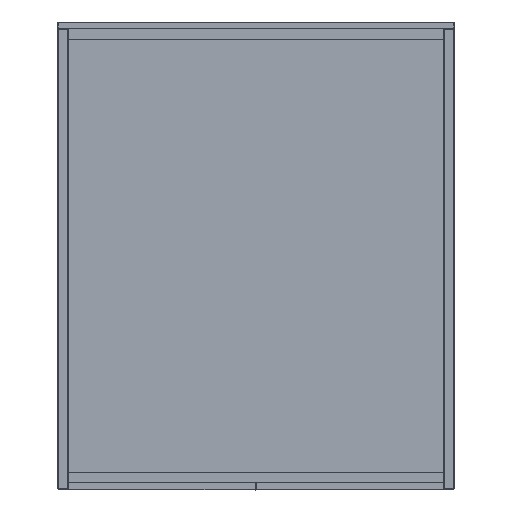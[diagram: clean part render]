
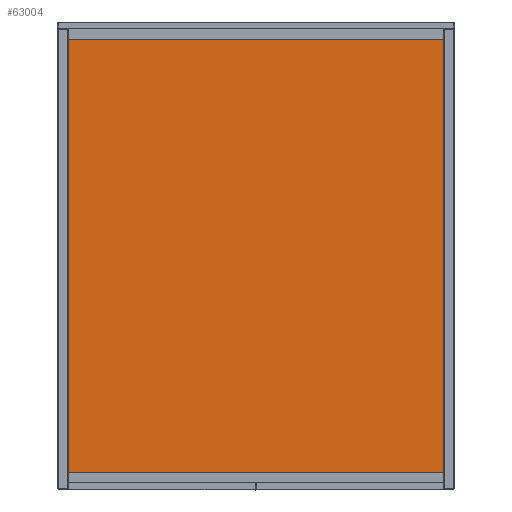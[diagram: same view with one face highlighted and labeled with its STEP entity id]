
A CAD part, top view. The second image highlights one B-rep face of the part: STEP entity #63004.
In plain terms, the highlighted planar face has unit normal (0, 0, 1).
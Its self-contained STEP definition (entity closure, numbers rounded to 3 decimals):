
#2196 = CARTESIAN_POINT ( 'NONE',  ( -301.002, -324., 64.5 ) ) ;
#2486 = CARTESIAN_POINT ( 'NONE',  ( -285., -324., 64.5 ) ) ;
#15568 = CARTESIAN_POINT ( 'NONE',  ( -301.002, 334., 64.5 ) ) ;
#17817 = ORIENTED_EDGE ( 'NONE', *, *, #77115, .F. ) ;
#18074 = ORIENTED_EDGE ( 'NONE', *, *, #103173, .F. ) ;
#20772 = CARTESIAN_POINT ( 'NONE',  ( 285., 334., 64.5 ) ) ;
#21066 = ORIENTED_EDGE ( 'NONE', *, *, #24816, .T. ) ;
#23086 = VERTEX_POINT ( 'NONE', #32318 ) ;
#23643 = DIRECTION ( 'NONE',  ( 1., 0., 0. ) ) ;
#24177 = ORIENTED_EDGE ( 'NONE', *, *, #47096, .T. ) ;
#24791 = CARTESIAN_POINT ( 'NONE',  ( -301.002, 334., 64.5 ) ) ;
#24816 = EDGE_CURVE ( 'NONE', #113482, #23086, #47805, .T. ) ;
#28790 = VECTOR ( 'NONE', #100215, 1000. ) ;
#32318 = CARTESIAN_POINT ( 'NONE',  ( 285., 334., 64.5 ) ) ;
#39568 = DIRECTION ( 'NONE',  ( 1., 0., 0. ) ) ;
#40904 = LINE ( 'NONE', #15568, #96435 ) ;
#43194 = FACE_OUTER_BOUND ( 'NONE', #52595, .T. ) ;
#47096 = EDGE_CURVE ( 'NONE', #105876, #113482, #83352, .T. ) ;
#47805 = LINE ( 'NONE', #20772, #82851 ) ;
#51895 = CARTESIAN_POINT ( 'NONE',  ( -285., 334., 64.5 ) ) ;
#52595 = EDGE_LOOP ( 'NONE', ( #17817, #24177, #21066, #18074 ) ) ;
#58795 = DIRECTION ( 'NONE',  ( 0., 0., 1. ) ) ;
#59873 = VERTEX_POINT ( 'NONE', #51895 ) ;
#63004 = ADVANCED_FACE ( 'NONE', ( #43194 ), #112297, .T. ) ;
#70742 = VECTOR ( 'NONE', #39568, 1000. ) ;
#77115 = EDGE_CURVE ( 'NONE', #105876, #59873, #92113, .T. ) ;
#82851 = VECTOR ( 'NONE', #91582, 1000. ) ;
#83352 = LINE ( 'NONE', #2196, #70742 ) ;
#86185 = AXIS2_PLACEMENT_3D ( 'NONE', #24791, #58795, #93926 ) ;
#91582 = DIRECTION ( 'NONE',  ( 0., 1., 0. ) ) ;
#92113 = LINE ( 'NONE', #100765, #28790 ) ;
#93926 = DIRECTION ( 'NONE',  ( 1., 0., 0. ) ) ;
#96435 = VECTOR ( 'NONE', #23643, 1000. ) ;
#100215 = DIRECTION ( 'NONE',  ( 0., 1., 0. ) ) ;
#100765 = CARTESIAN_POINT ( 'NONE',  ( -285., 334., 64.5 ) ) ;
#103173 = EDGE_CURVE ( 'NONE', #59873, #23086, #40904, .T. ) ;
#103712 = CARTESIAN_POINT ( 'NONE',  ( 285., -324., 64.5 ) ) ;
#105876 = VERTEX_POINT ( 'NONE', #2486 ) ;
#112297 = PLANE ( 'NONE',  #86185 ) ;
#113482 = VERTEX_POINT ( 'NONE', #103712 ) ;
